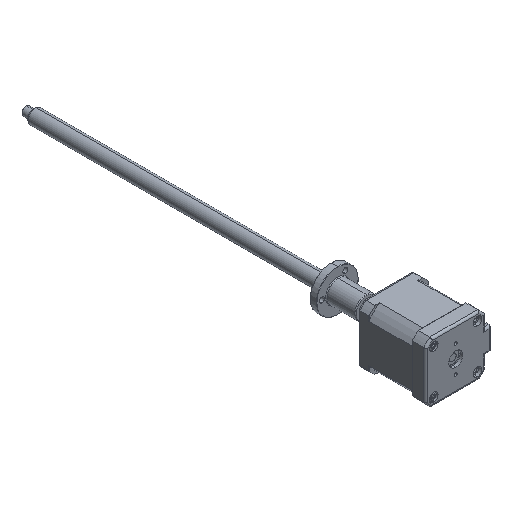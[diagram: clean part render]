
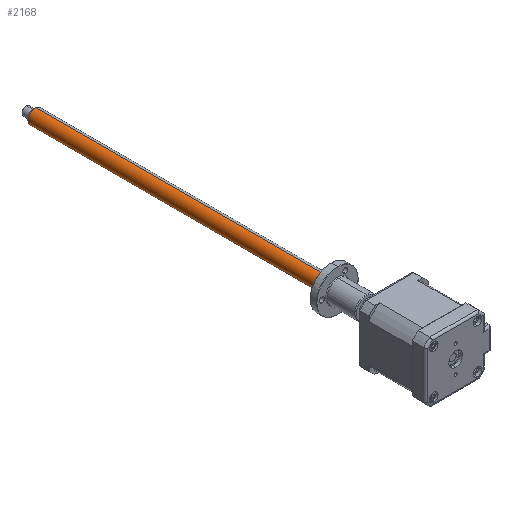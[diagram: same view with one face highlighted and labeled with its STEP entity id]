
A CAD part, isometric view. The second image highlights one B-rep face of the part: STEP entity #2168.
In plain terms, the highlighted cylindrical face has radius 5 mm (diameter 10 mm), a partial arc.
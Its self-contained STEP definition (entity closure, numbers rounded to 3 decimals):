
#98 = AXIS2_PLACEMENT_3D ( 'NONE', #3411, #8297, #4135 ) ;
#369 = DIRECTION ( 'NONE',  ( 0., -1., 0. ) ) ;
#738 = VERTEX_POINT ( 'NONE', #4763 ) ;
#771 = ORIENTED_EDGE ( 'NONE', *, *, #3204, .T. ) ;
#1057 = VERTEX_POINT ( 'NONE', #1787 ) ;
#1065 = CARTESIAN_POINT ( 'NONE',  ( -17.581, 254.092, 33.35 ) ) ;
#1442 = CIRCLE ( 'NONE', #3938, 5. ) ;
#1775 = DIRECTION ( 'NONE',  ( 0., -1., 0. ) ) ;
#1787 = CARTESIAN_POINT ( 'NONE',  ( -18.118, 253.092, 28.379 ) ) ;
#2014 = DIRECTION ( 'NONE',  ( 0., -1., 0. ) ) ;
#2163 = EDGE_CURVE ( 'NONE', #738, #3824, #5130, .T. ) ;
#2168 = ADVANCED_FACE ( 'NONE', ( #8366 ), #8139, .T. ) ;
#2278 = VERTEX_POINT ( 'NONE', #2623 ) ;
#2335 = DIRECTION ( 'NONE',  ( 0., -1., 0. ) ) ;
#2623 = CARTESIAN_POINT ( 'NONE',  ( -18.118, 4.092, 28.379 ) ) ;
#3010 = VECTOR ( 'NONE', #369, 1000. ) ;
#3204 = EDGE_CURVE ( 'NONE', #738, #1057, #1442, .T. ) ;
#3267 = LINE ( 'NONE', #6254, #4945 ) ;
#3411 = CARTESIAN_POINT ( 'NONE',  ( -17.581, 4.092, 33.35 ) ) ;
#3824 = VERTEX_POINT ( 'NONE', #8834 ) ;
#3938 = AXIS2_PLACEMENT_3D ( 'NONE', #6573, #2335, #7269 ) ;
#4135 = DIRECTION ( 'NONE',  ( 0.107, 0., 0.994 ) ) ;
#4763 = CARTESIAN_POINT ( 'NONE',  ( -17.045, 253.092, 38.321 ) ) ;
#4945 = VECTOR ( 'NONE', #2014, 1000. ) ;
#5130 = LINE ( 'NONE', #5280, #3010 ) ;
#5280 = CARTESIAN_POINT ( 'NONE',  ( -17.045, 254.092, 38.321 ) ) ;
#5307 = DIRECTION ( 'NONE',  ( 0.107, 0., 0.994 ) ) ;
#5496 = EDGE_LOOP ( 'NONE', ( #771, #8820, #7104, #5542 ) ) ;
#5542 = ORIENTED_EDGE ( 'NONE', *, *, #2163, .F. ) ;
#6254 = CARTESIAN_POINT ( 'NONE',  ( -18.118, 254.092, 28.379 ) ) ;
#6573 = CARTESIAN_POINT ( 'NONE',  ( -17.581, 253.092, 33.35 ) ) ;
#6588 = EDGE_CURVE ( 'NONE', #3824, #2278, #8448, .T. ) ;
#7104 = ORIENTED_EDGE ( 'NONE', *, *, #6588, .F. ) ;
#7269 = DIRECTION ( 'NONE',  ( -0.107, 0., -0.994 ) ) ;
#7447 = AXIS2_PLACEMENT_3D ( 'NONE', #1065, #1775, #5307 ) ;
#8139 = CYLINDRICAL_SURFACE ( 'NONE', #7447, 5. ) ;
#8297 = DIRECTION ( 'NONE',  ( 0., -1., 0. ) ) ;
#8313 = EDGE_CURVE ( 'NONE', #1057, #2278, #3267, .T. ) ;
#8366 = FACE_OUTER_BOUND ( 'NONE', #5496, .T. ) ;
#8448 = CIRCLE ( 'NONE', #98, 5. ) ;
#8820 = ORIENTED_EDGE ( 'NONE', *, *, #8313, .T. ) ;
#8834 = CARTESIAN_POINT ( 'NONE',  ( -17.045, 4.092, 38.321 ) ) ;
